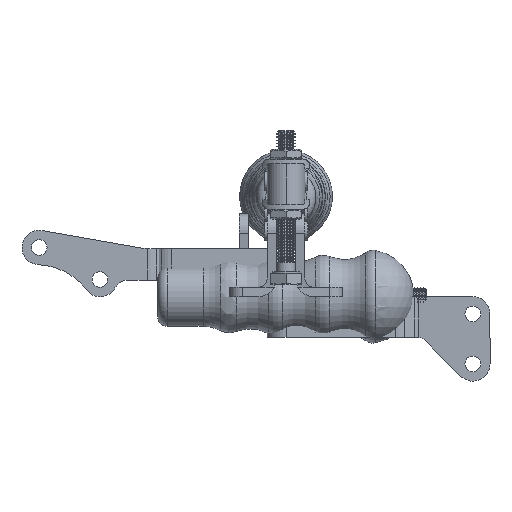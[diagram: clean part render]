
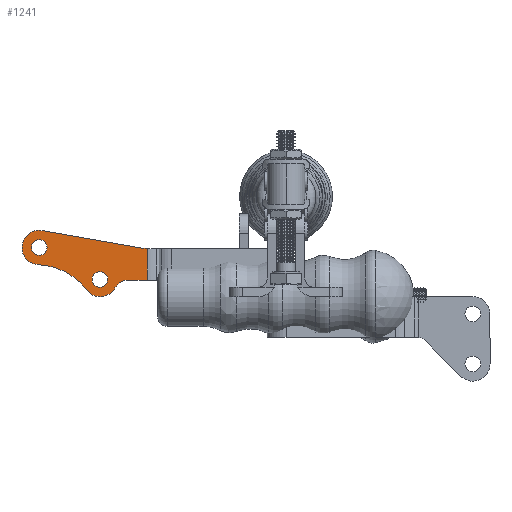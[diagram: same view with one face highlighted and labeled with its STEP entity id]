
A CAD part, front view. The second image highlights one B-rep face of the part: STEP entity #1241.
In plain terms, the highlighted planar face has unit normal (0, -1, 0).
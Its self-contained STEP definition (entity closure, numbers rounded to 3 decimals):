
#1241 = ADVANCED_FACE( '', ( #2790, #2791, #2792 ), #2793, .T. );
#2790 = FACE_BOUND( '', #4578, .T. );
#2791 = FACE_BOUND( '', #4579, .T. );
#2792 = FACE_OUTER_BOUND( '', #4580, .T. );
#2793 = PLANE( '', #4581 );
#4578 = EDGE_LOOP( '', ( #7623 ) );
#4579 = EDGE_LOOP( '', ( #7624 ) );
#4580 = EDGE_LOOP( '', ( #7625, #7626, #7627, #7628, #7629, #7630, #7631, #7632 ) );
#4581 = AXIS2_PLACEMENT_3D( '', #7633, #7634, #7635 );
#7623 = ORIENTED_EDGE( '', *, *, #9206, .F. );
#7624 = ORIENTED_EDGE( '', *, *, #9669, .F. );
#7625 = ORIENTED_EDGE( '', *, *, #8915, .F. );
#7626 = ORIENTED_EDGE( '', *, *, #9670, .F. );
#7627 = ORIENTED_EDGE( '', *, *, #8578, .F. );
#7628 = ORIENTED_EDGE( '', *, *, #9671, .F. );
#7629 = ORIENTED_EDGE( '', *, *, #9564, .F. );
#7630 = ORIENTED_EDGE( '', *, *, #9338, .F. );
#7631 = ORIENTED_EDGE( '', *, *, #9010, .F. );
#7632 = ORIENTED_EDGE( '', *, *, #8680, .T. );
#7633 = CARTESIAN_POINT( '', ( 0., -3.002, 0. ) );
#7634 = DIRECTION( '', ( 0., -1., 0. ) );
#7635 = DIRECTION( '', ( 0., 0., -1. ) );
#8578 = EDGE_CURVE( '', #9856, #9857, #9858, .T. );
#8680 = EDGE_CURVE( '', #10038, #10035, #10039, .T. );
#8915 = EDGE_CURVE( '', #10430, #10035, #10432, .T. );
#9010 = EDGE_CURVE( '', #10038, #10588, #10589, .T. );
#9206 = EDGE_CURVE( '', #10894, #10894, #10895, .T. );
#9338 = EDGE_CURVE( '', #10588, #11091, #11092, .T. );
#9564 = EDGE_CURVE( '', #11091, #11411, #11412, .T. );
#9669 = EDGE_CURVE( '', #11551, #11551, #11552, .T. );
#9670 = EDGE_CURVE( '', #9857, #10430, #11553, .T. );
#9671 = EDGE_CURVE( '', #11411, #9856, #11554, .T. );
#9856 = VERTEX_POINT( '', #11767 );
#9857 = VERTEX_POINT( '', #11768 );
#9858 = CIRCLE( '', #11769, 5.5 );
#10035 = VERTEX_POINT( '', #11995 );
#10038 = VERTEX_POINT( '', #12001 );
#10039 = LINE( '', #12002, #12003 );
#10430 = VERTEX_POINT( '', #12511 );
#10432 = CIRCLE( '', #12514, 20. );
#10588 = VERTEX_POINT( '', #12749 );
#10589 = LINE( '', #12750, #12751 );
#10894 = VERTEX_POINT( '', #13216 );
#10895 = CIRCLE( '', #13217, 2.5 );
#11091 = VERTEX_POINT( '', #13536 );
#11092 = CIRCLE( '', #13537, 5. );
#11411 = VERTEX_POINT( '', #14106 );
#11412 = CIRCLE( '', #14107, 5.5 );
#11551 = VERTEX_POINT( '', #14426 );
#11552 = CIRCLE( '', #14427, 2.5 );
#11553 = LINE( '', #14428, #14429 );
#11554 = CIRCLE( '', #14430, 20. );
#11767 = CARTESIAN_POINT( '', ( -79.117, -3.002, 10.204 ) );
#11768 = CARTESIAN_POINT( '', ( -77.948, -3.002, 21.116 ) );
#11769 = AXIS2_PLACEMENT_3D( '', #14686, #14687, #14688 );
#11995 = CARTESIAN_POINT( '', ( -44.307, -3.002, 15.317 ) );
#12001 = CARTESIAN_POINT( '', ( -44.307, -3.002, 5.28 ) );
#12002 = CARTESIAN_POINT( '', ( -44.307, -3.002, 0. ) );
#12003 = VECTOR( '', #14852, 1000. );
#12511 = CARTESIAN_POINT( '', ( -46.571, -3.002, 15.584 ) );
#12514 = AXIS2_PLACEMENT_3D( '', #15217, #15218, #15219 );
#12749 = CARTESIAN_POINT( '', ( -50.368, -3.002, 5.28 ) );
#12750 = CARTESIAN_POINT( '', ( -50.368, -3.002, 5.28 ) );
#12751 = VECTOR( '', #15356, 1000. );
#13216 = CARTESIAN_POINT( '', ( -76.441, -3.002, 15.266 ) );
#13217 = AXIS2_PLACEMENT_3D( '', #15626, #15627, #15628 );
#13536 = CARTESIAN_POINT( '', ( -54.706, -3.002, 2.766 ) );
#13537 = AXIS2_PLACEMENT_3D( '', #15808, #15809, #15810 );
#14106 = CARTESIAN_POINT( '', ( -63.882, -3.002, 2.204 ) );
#14107 = AXIS2_PLACEMENT_3D( '', #16071, #16072, #16073 );
#14426 = CARTESIAN_POINT( '', ( -57.016, -3.002, 5.066 ) );
#14427 = AXIS2_PLACEMENT_3D( '', #16178, #16179, #16180 );
#14428 = CARTESIAN_POINT( '', ( -77.948, -3.002, 21.116 ) );
#14429 = VECTOR( '', #16181, 1000. );
#14430 = AXIS2_PLACEMENT_3D( '', #16182, #16183, #16184 );
#14686 = CARTESIAN_POINT( '', ( -78.903, -3.002, 15.7 ) );
#14687 = DIRECTION( '', ( 0., 1., 0. ) );
#14688 = DIRECTION( '', ( 1., 0., 0. ) );
#14852 = DIRECTION( '', ( 0., 0., 1. ) );
#15217 = CARTESIAN_POINT( '', ( -43.098, -3.002, 35.28 ) );
#15218 = DIRECTION( '', ( 0., -1., 0. ) );
#15219 = DIRECTION( '', ( 1., 0., 0. ) );
#15356 = DIRECTION( '', ( -1., 0., 0. ) );
#15626 = CARTESIAN_POINT( '', ( -78.903, -3.002, 15.7 ) );
#15627 = DIRECTION( '', ( 0., -1., 0. ) );
#15628 = DIRECTION( '', ( 0.985, 0., -0.174 ) );
#15808 = CARTESIAN_POINT( '', ( -50.368, -3.002, 0.28 ) );
#15809 = DIRECTION( '', ( 0., -1., 0. ) );
#15810 = DIRECTION( '', ( 1., 0., 0. ) );
#16071 = CARTESIAN_POINT( '', ( -59.478, -3.002, 5.5 ) );
#16072 = DIRECTION( '', ( 0., 1., 0. ) );
#16073 = DIRECTION( '', ( 1., 0., 0. ) );
#16178 = CARTESIAN_POINT( '', ( -59.478, -3.002, 5.5 ) );
#16179 = DIRECTION( '', ( 0., -1., 0. ) );
#16180 = DIRECTION( '', ( 0.985, 0., -0.174 ) );
#16181 = DIRECTION( '', ( 0.985, 0., -0.174 ) );
#16182 = CARTESIAN_POINT( '', ( -79.893, -3.002, -9.781 ) );
#16183 = DIRECTION( '', ( 0., -1., 0. ) );
#16184 = DIRECTION( '', ( 1., 0., 0. ) );
